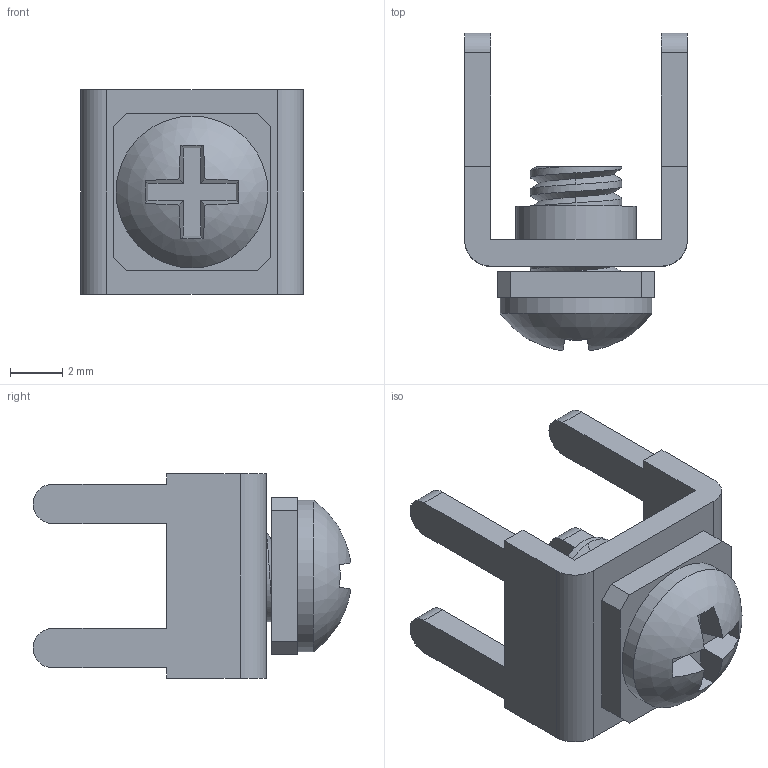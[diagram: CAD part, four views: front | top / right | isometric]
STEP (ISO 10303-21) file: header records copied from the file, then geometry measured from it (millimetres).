
FILE_DESCRIPTION(('FreeCAD Model'),'2;1');
FILE_NAME('Open CASCADE Shape Model','2025-01-13T20:15:08',(''),(''), 'Open CASCADE STEP processor 7.8','FreeCAD','Unknown');
FILE_SCHEMA(('AUTOMOTIVE_DESIGN { 1 0 10303 214 1 1 1 1 }'));
Length unit declared in the file: millimetre
Products named in the file (3): Part; BR-114; M3.5_SQPAD
Assembly tree (2 placements, depth 2):
  Part
    BR-114
    M3.5_SQPAD
Bounding box: 8.5 x 12.13 x 7.8 mm (x, y, z)
Volume: 236.8 mm3; surface area: 579.8 mm2
Topology: 2 solids, 2 shells, 78 faces, 223 edges, 152 vertices
Faces by surface type: plane 36, bspline 31, cylinder 10, sphere 1
Full cylindrical faces by diameter (mm): 3.5 x1, 4.6 x1, 5.8 x1
Entity records: 4328 total; most frequent: CARTESIAN_POINT 2445, ORIENTED_EDGE 446, DIRECTION 266, EDGE_CURVE 223, VERTEX_POINT 152, LINE 104, VECTOR 104, B_SPLINE_CURVE_WITH_KNOTS 88
